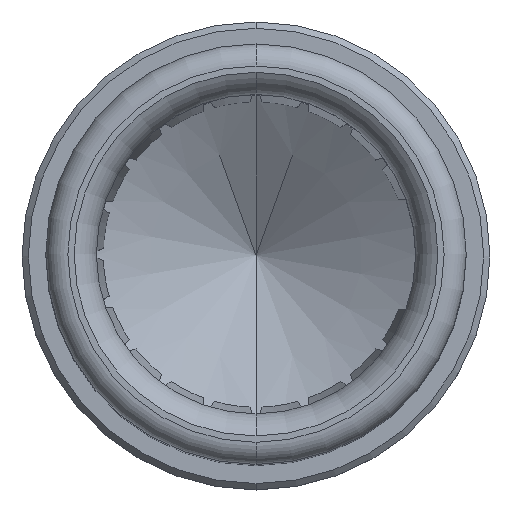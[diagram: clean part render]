
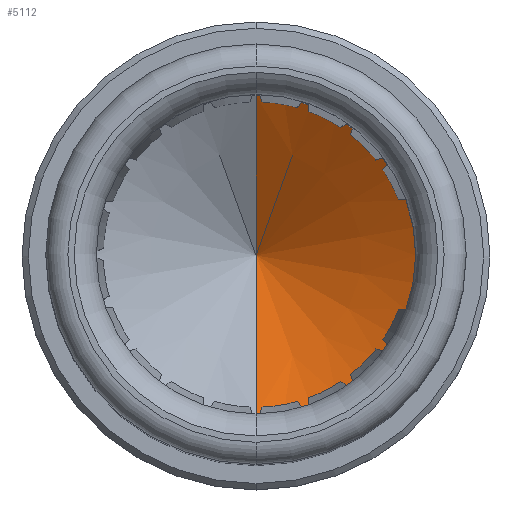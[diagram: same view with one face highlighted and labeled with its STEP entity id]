
A CAD part, top view. The second image highlights one B-rep face of the part: STEP entity #5112.
In plain terms, the highlighted conical face has half-angle 59 degrees and reference radius 2.525 mm.
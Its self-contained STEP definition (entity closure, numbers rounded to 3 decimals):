
#2275=DIRECTION('',(0.,0.857,-0.515));
#2276=VECTOR('',#2275,5.891);
#2277=CARTESIAN_POINT('',(0.,-5.05,-20.));
#2278=LINE('',#2277,#2276);
#2279=DIRECTION('',(0.,-0.857,-0.515));
#2280=VECTOR('',#2279,5.891);
#2281=CARTESIAN_POINT('',(0.,5.05,-20.));
#2282=LINE('',#2281,#2280);
#2283=CARTESIAN_POINT('',(0.,0.,-20.));
#2284=DIRECTION('',(0.,0.,1.));
#2285=DIRECTION('',(0.,-1.,0.));
#2286=AXIS2_PLACEMENT_3D('',#2283,#2284,#2285);
#2335=CARTESIAN_POINT('',(0.,-5.05,-20.));
#2336=CARTESIAN_POINT('',(0.,0.,-23.034));
#2337=VERTEX_POINT('',#2335);
#2338=VERTEX_POINT('',#2336);
#2339=CARTESIAN_POINT('',(0.,5.05,-20.));
#2340=VERTEX_POINT('',#2339);
#5100=CARTESIAN_POINT('',(0.,0.,-21.517));
#5101=DIRECTION('',(0.,0.,1.));
#5102=DIRECTION('',(0.,1.,0.));
#5103=AXIS2_PLACEMENT_3D('',#5100,#5101,#5102);
#5104=CONICAL_SURFACE('',#5103,2.525,59.);
#5106=ORIENTED_EDGE('',*,*,#5105,.T.);
#5108=ORIENTED_EDGE('',*,*,#5107,.F.);
#5109=ORIENTED_EDGE('',*,*,#5094,.F.);
#5110=EDGE_LOOP('',(#5106,#5108,#5109));
#5111=FACE_OUTER_BOUND('',#5110,.F.);
#2287=CIRCLE('',#2286,5.05);
#5094=EDGE_CURVE('',#2337,#2340,#2287,.T.);
#5105=EDGE_CURVE('',#2337,#2338,#2278,.T.);
#5107=EDGE_CURVE('',#2340,#2338,#2282,.T.);
#5112=ADVANCED_FACE('',(#5111),#5104,.F.);
